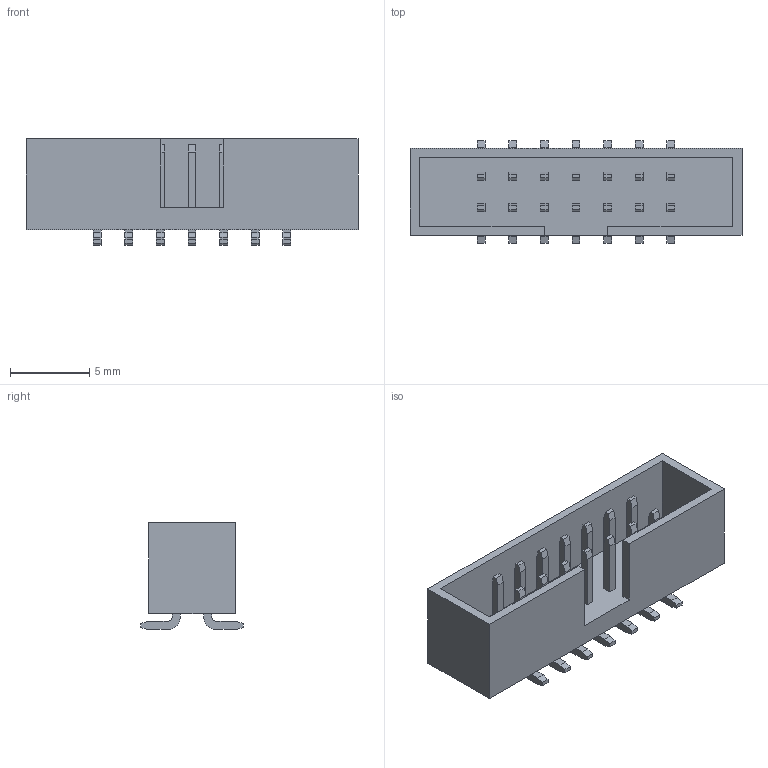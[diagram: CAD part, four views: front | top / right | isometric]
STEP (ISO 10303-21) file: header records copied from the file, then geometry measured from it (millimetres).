
FILE_DESCRIPTION(('STEP AP214'),'1');
FILE_NAME('header_awhw14g-smd-200.stp','2020-03-14T00:31:52',('TraceParts'),('TraceParts S.A.'),'Spatial InterOp 3D',' ',' ');
FILE_SCHEMA(('AUTOMOTIVE_DESIGN { 1 0 10303 214 1 1 1 1 }'));
Length unit declared in the file: millimetre
Products named in the file (1): header_awhw14g-smd-200
Bounding box: 21 x 6.5 x 6.75 mm (x, y, z)
Volume: 297.7 mm3; surface area: 900.4 mm2
Topology: 1 solids, 1 shells, 266 faces, 708 edges, 472 vertices
Faces by surface type: plane 238, cylinder 28
Entity records: 10292 total; most frequent: CARTESIAN_POINT 1447, ORIENTED_EDGE 1416, DIRECTION 1298, EDGE_CURVE 708, LINE 652, VECTOR 652, VERTEX_POINT 472, AXIS2_PLACEMENT_3D 323
